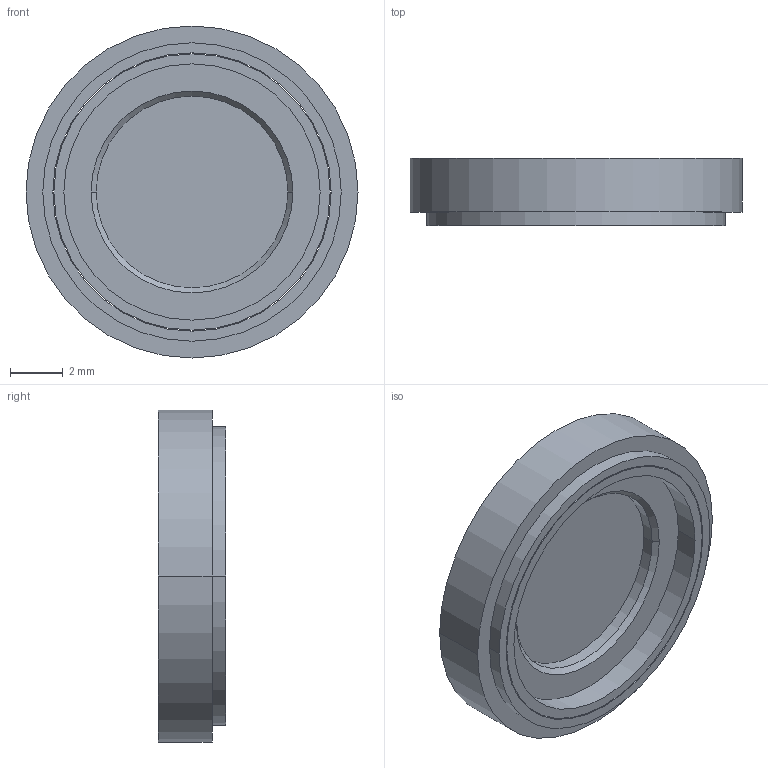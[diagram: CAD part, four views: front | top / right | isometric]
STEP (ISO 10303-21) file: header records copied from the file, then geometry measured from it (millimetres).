
FILE_DESCRIPTION((''),'2;1');
FILE_NAME('95193-3-A_SW0001','2014-07-08T',('Kevin_Fox'),('Pacific Aerospace and Electronics'),'PRO/ENGINEER BY PARAMETRIC TECHNOLOGY CORPORATION, 2011040','PRO/ENGINEER BY PARAMETRIC TECHNOLOGY CORPORATION, 2011040','');
FILE_SCHEMA(('CONFIG_CONTROL_DESIGN'));
Length unit declared in the file: inch
Products named in the file (1): 95193-3-A_SW0001
Bounding box: 12.57 x 2.54 x 12.57 mm (x, y, z)
Volume: 204.4 mm3; surface area: 558 mm2
Topology: 2 solids, 2 shells, 28 faces, 54 edges, 34 vertices
Faces by surface type: cylinder 16, plane 8, torus 2, cone 2
Entity records: 768 total; most frequent: DIRECTION 146, CARTESIAN_POINT 116, ORIENTED_EDGE 108, AXIS2_PLACEMENT_3D 64, EDGE_CURVE 54, CIRCLE 36, VERTEX_POINT 34, EDGE_LOOP 34
